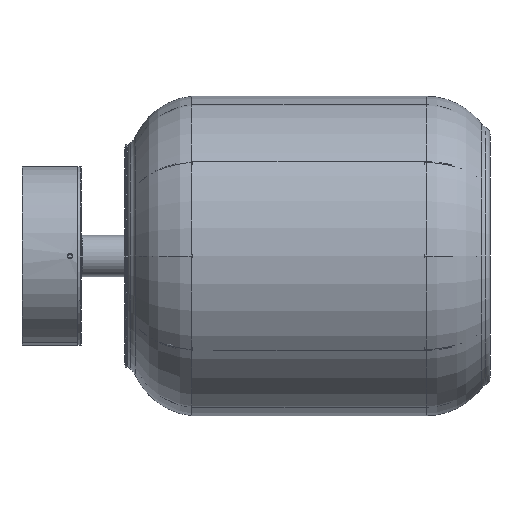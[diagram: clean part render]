
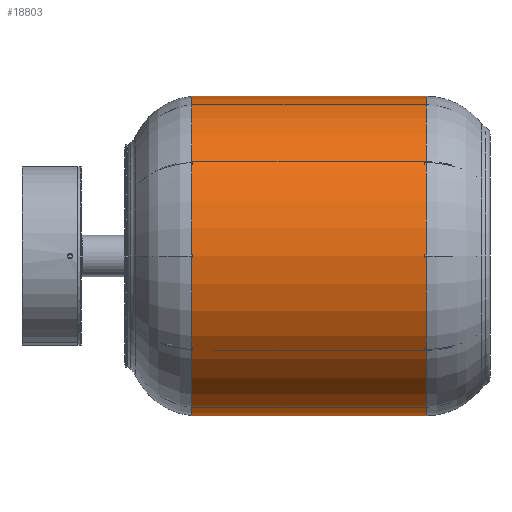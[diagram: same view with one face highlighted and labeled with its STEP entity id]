
A CAD part, left-side view. The second image highlights one B-rep face of the part: STEP entity #18803.
In plain terms, the highlighted cylindrical face has radius 108.13 mm (diameter 216.261 mm), a partial arc.
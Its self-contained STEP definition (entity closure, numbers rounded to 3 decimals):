
#193 = EDGE_CURVE ( 'NONE', #2143, #11843, #16594, .T. ) ;
#1100 = ORIENTED_EDGE ( 'NONE', *, *, #3406, .T. ) ;
#1197 = VECTOR ( 'NONE', #18804, 1000. ) ;
#1408 = VECTOR ( 'NONE', #11973, 1000. ) ;
#2026 = CYLINDRICAL_SURFACE ( 'NONE', #24481, 108.13 ) ;
#2143 = VERTEX_POINT ( 'NONE', #5849 ) ;
#3406 = EDGE_CURVE ( 'NONE', #10080, #3682, #13188, .T. ) ;
#3595 = CARTESIAN_POINT ( 'NONE',  ( 0., 0., -108.13 ) ) ;
#3682 = VERTEX_POINT ( 'NONE', #22607 ) ;
#4352 = CARTESIAN_POINT ( 'NONE',  ( 0., 0., 0. ) ) ;
#5849 = CARTESIAN_POINT ( 'NONE',  ( 0., 35.501, 108.13 ) ) ;
#7168 = DIRECTION ( 'NONE',  ( 0., 0., 1. ) ) ;
#10080 = VERTEX_POINT ( 'NONE', #23102 ) ;
#10748 = CARTESIAN_POINT ( 'NONE',  ( 0., 35.501, 0. ) ) ;
#11074 = CIRCLE ( 'NONE', #13721, 108.13 ) ;
#11843 = VERTEX_POINT ( 'NONE', #31191 ) ;
#11973 = DIRECTION ( 'NONE',  ( 0., 1., 0. ) ) ;
#13188 = LINE ( 'NONE', #3595, #1197 ) ;
#13721 = AXIS2_PLACEMENT_3D ( 'NONE', #32172, #19545, #29670 ) ;
#14330 = ORIENTED_EDGE ( 'NONE', *, *, #193, .F. ) ;
#15603 = EDGE_CURVE ( 'NONE', #10080, #2143, #17675, .T. ) ;
#15710 = DIRECTION ( 'NONE',  ( 0., 0., 1. ) ) ;
#16093 = AXIS2_PLACEMENT_3D ( 'NONE', #10748, #23328, #15710 ) ;
#16594 = LINE ( 'NONE', #29364, #1408 ) ;
#17675 = CIRCLE ( 'NONE', #16093, 108.13 ) ;
#18803 = ADVANCED_FACE ( 'NONE', ( #30011 ), #2026, .F. ) ;
#18804 = DIRECTION ( 'NONE',  ( 0., 1., 0. ) ) ;
#19545 = DIRECTION ( 'NONE',  ( 0., 1., 0. ) ) ;
#22387 = DIRECTION ( 'NONE',  ( 0., 1., 0. ) ) ;
#22607 = CARTESIAN_POINT ( 'NONE',  ( 0., 194.239, -108.13 ) ) ;
#23102 = CARTESIAN_POINT ( 'NONE',  ( 0., 35.501, -108.13 ) ) ;
#23328 = DIRECTION ( 'NONE',  ( 0., 1., 0. ) ) ;
#24481 = AXIS2_PLACEMENT_3D ( 'NONE', #4352, #22387, #7168 ) ;
#24902 = ORIENTED_EDGE ( 'NONE', *, *, #15603, .F. ) ;
#29364 = CARTESIAN_POINT ( 'NONE',  ( 0., 0., 108.13 ) ) ;
#29670 = DIRECTION ( 'NONE',  ( 0., 0., 1. ) ) ;
#30011 = FACE_OUTER_BOUND ( 'NONE', #30622, .T. ) ;
#30209 = EDGE_CURVE ( 'NONE', #3682, #11843, #11074, .T. ) ;
#30622 = EDGE_LOOP ( 'NONE', ( #24902, #1100, #31510, #14330 ) ) ;
#31191 = CARTESIAN_POINT ( 'NONE',  ( 0., 194.239, 108.13 ) ) ;
#31510 = ORIENTED_EDGE ( 'NONE', *, *, #30209, .T. ) ;
#32172 = CARTESIAN_POINT ( 'NONE',  ( 0., 194.239, 0. ) ) ;
